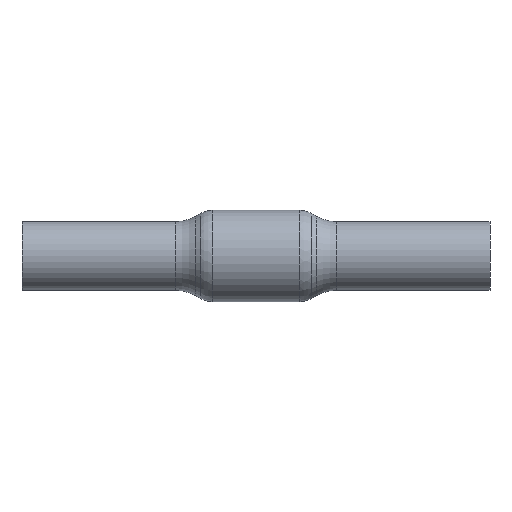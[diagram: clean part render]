
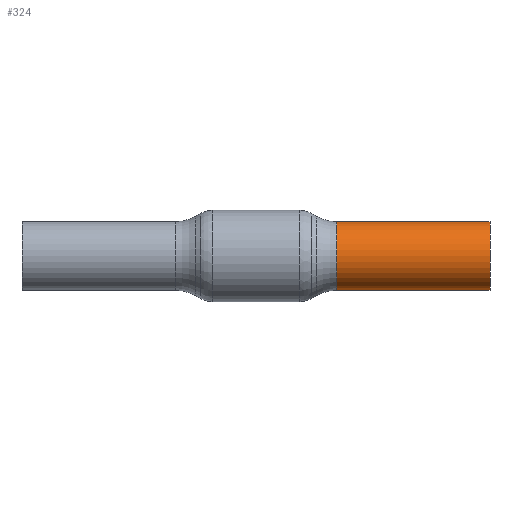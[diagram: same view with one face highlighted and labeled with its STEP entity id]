
A CAD part, front view. The second image highlights one B-rep face of the part: STEP entity #324.
In plain terms, the highlighted cylindrical face has radius 16.85 mm (diameter 33.7 mm), a partial arc.
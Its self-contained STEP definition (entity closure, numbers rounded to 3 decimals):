
#324 = ADVANCED_FACE ( 'NONE', ( #24183 ), #25028, .T. ) ;
#333 = CIRCLE ( 'NONE', #31610, 16.85 ) ;
#2448 = CARTESIAN_POINT ( 'NONE',  ( 39.645, 0., -16.85 ) ) ;
#3182 = EDGE_LOOP ( 'NONE', ( #21618, #19874, #6038, #16999 ) ) ;
#4499 = DIRECTION ( 'NONE',  ( -1., 0., 0. ) ) ;
#6038 = ORIENTED_EDGE ( 'NONE', *, *, #47980, .T. ) ;
#9155 = DIRECTION ( 'NONE',  ( 0., 0., -1. ) ) ;
#12203 = AXIS2_PLACEMENT_3D ( 'NONE', #42011, #41750, #49852 ) ;
#13455 = LINE ( 'NONE', #42736, #50527 ) ;
#13495 = VECTOR ( 'NONE', #22896, 1000. ) ;
#14916 = CARTESIAN_POINT ( 'NONE',  ( 115., 0., -16.85 ) ) ;
#16126 = AXIS2_PLACEMENT_3D ( 'NONE', #34827, #33993, #9155 ) ;
#16999 = ORIENTED_EDGE ( 'NONE', *, *, #21840, .F. ) ;
#17248 = EDGE_CURVE ( 'NONE', #40458, #50523, #48189, .T. ) ;
#18107 = EDGE_CURVE ( 'NONE', #50523, #42061, #48289, .T. ) ;
#18453 = CARTESIAN_POINT ( 'NONE',  ( -62.69, 0., -16.85 ) ) ;
#19874 = ORIENTED_EDGE ( 'NONE', *, *, #17248, .F. ) ;
#21618 = ORIENTED_EDGE ( 'NONE', *, *, #18107, .F. ) ;
#21840 = EDGE_CURVE ( 'NONE', #42061, #28831, #333, .T. ) ;
#22896 = DIRECTION ( 'NONE',  ( -1., 0., 0. ) ) ;
#24183 = FACE_OUTER_BOUND ( 'NONE', #3182, .T. ) ;
#25028 = CYLINDRICAL_SURFACE ( 'NONE', #12203, 16.85 ) ;
#28831 = VERTEX_POINT ( 'NONE', #30477 ) ;
#30477 = CARTESIAN_POINT ( 'NONE',  ( 39.645, 0., 16.85 ) ) ;
#31610 = AXIS2_PLACEMENT_3D ( 'NONE', #37381, #32906, #33710 ) ;
#32906 = DIRECTION ( 'NONE',  ( -1., 0., 0. ) ) ;
#33710 = DIRECTION ( 'NONE',  ( 0., 0., 1. ) ) ;
#33993 = DIRECTION ( 'NONE',  ( 1., 0., 0. ) ) ;
#34827 = CARTESIAN_POINT ( 'NONE',  ( 115., 0., 0. ) ) ;
#37381 = CARTESIAN_POINT ( 'NONE',  ( 39.645, 0., 0. ) ) ;
#40458 = VERTEX_POINT ( 'NONE', #43421 ) ;
#41750 = DIRECTION ( 'NONE',  ( -1., 0., 0. ) ) ;
#42011 = CARTESIAN_POINT ( 'NONE',  ( -62.69, 0., 0. ) ) ;
#42061 = VERTEX_POINT ( 'NONE', #2448 ) ;
#42736 = CARTESIAN_POINT ( 'NONE',  ( -62.69, 0., 16.85 ) ) ;
#43421 = CARTESIAN_POINT ( 'NONE',  ( 115., 0., 16.85 ) ) ;
#47980 = EDGE_CURVE ( 'NONE', #40458, #28831, #13455, .T. ) ;
#48189 = CIRCLE ( 'NONE', #16126, 16.85 ) ;
#48289 = LINE ( 'NONE', #18453, #13495 ) ;
#49852 = DIRECTION ( 'NONE',  ( 0., 0., 1. ) ) ;
#50523 = VERTEX_POINT ( 'NONE', #14916 ) ;
#50527 = VECTOR ( 'NONE', #4499, 1000. ) ;
